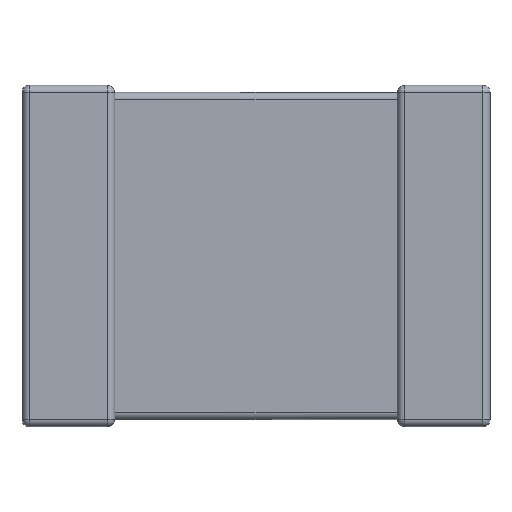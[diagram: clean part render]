
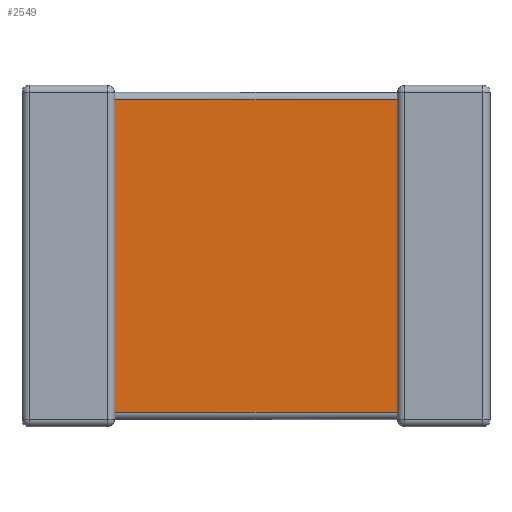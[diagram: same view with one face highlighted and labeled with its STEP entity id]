
A CAD part, front view. The second image highlights one B-rep face of the part: STEP entity #2549.
In plain terms, the highlighted planar face has unit normal (0, -1, 0).
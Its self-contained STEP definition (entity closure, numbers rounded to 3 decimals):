
#92 = CARTESIAN_POINT ( 'NONE',  ( 3.85, 0.073, -3.5 ) ) ;
#500 = CARTESIAN_POINT ( 'NONE',  ( 0.95, 0.073, -3.5 ) ) ;
#587 = EDGE_CURVE ( 'NONE', #1017, #3133, #4707, .T. ) ;
#644 = ORIENTED_EDGE ( 'NONE', *, *, #3634, .T. ) ;
#767 = VERTEX_POINT ( 'NONE', #2675 ) ;
#899 = CARTESIAN_POINT ( 'NONE',  ( 0.95, 0.073, -3.5 ) ) ;
#1017 = VERTEX_POINT ( 'NONE', #4486 ) ;
#1167 = LINE ( 'NONE', #92, #4235 ) ;
#1511 = DIRECTION ( 'NONE',  ( -1., 0., 0. ) ) ;
#1571 = ORIENTED_EDGE ( 'NONE', *, *, #587, .T. ) ;
#1587 = EDGE_LOOP ( 'NONE', ( #4584, #1571, #644, #1965 ) ) ;
#1591 = CARTESIAN_POINT ( 'NONE',  ( 0.95, 0.073, -0.146 ) ) ;
#1739 = VECTOR ( 'NONE', #3955, 1000. ) ;
#1797 = CARTESIAN_POINT ( 'NONE',  ( 3.85, 0.073, -3.354 ) ) ;
#1965 = ORIENTED_EDGE ( 'NONE', *, *, #3364, .T. ) ;
#2206 = VERTEX_POINT ( 'NONE', #1591 ) ;
#2415 = PLANE ( 'NONE',  #3226 ) ;
#2549 = ADVANCED_FACE ( 'NONE', ( #4293 ), #2415, .T. ) ;
#2675 = CARTESIAN_POINT ( 'NONE',  ( 3.85, 0.073, -0.146 ) ) ;
#2729 = DIRECTION ( 'NONE',  ( 0., 0., 1. ) ) ;
#2800 = LINE ( 'NONE', #500, #3855 ) ;
#2988 = CARTESIAN_POINT ( 'NONE',  ( 0.95, 0.073, -0.146 ) ) ;
#3133 = VERTEX_POINT ( 'NONE', #3873 ) ;
#3177 = DIRECTION ( 'NONE',  ( 0., -1., 0. ) ) ;
#3225 = VECTOR ( 'NONE', #1511, 1000. ) ;
#3226 = AXIS2_PLACEMENT_3D ( 'NONE', #899, #3177, #4221 ) ;
#3364 = EDGE_CURVE ( 'NONE', #767, #2206, #4125, .T. ) ;
#3634 = EDGE_CURVE ( 'NONE', #3133, #767, #1167, .T. ) ;
#3758 = EDGE_CURVE ( 'NONE', #1017, #2206, #2800, .T. ) ;
#3855 = VECTOR ( 'NONE', #4266, 1000. ) ;
#3873 = CARTESIAN_POINT ( 'NONE',  ( 3.85, 0.073, -3.354 ) ) ;
#3955 = DIRECTION ( 'NONE',  ( 1., 0., 0. ) ) ;
#4125 = LINE ( 'NONE', #2988, #3225 ) ;
#4221 = DIRECTION ( 'NONE',  ( 0., 0., -1. ) ) ;
#4235 = VECTOR ( 'NONE', #2729, 1000. ) ;
#4266 = DIRECTION ( 'NONE',  ( 0., 0., 1. ) ) ;
#4293 = FACE_OUTER_BOUND ( 'NONE', #1587, .T. ) ;
#4486 = CARTESIAN_POINT ( 'NONE',  ( 0.95, 0.073, -3.354 ) ) ;
#4584 = ORIENTED_EDGE ( 'NONE', *, *, #3758, .F. ) ;
#4707 = LINE ( 'NONE', #1797, #1739 ) ;
